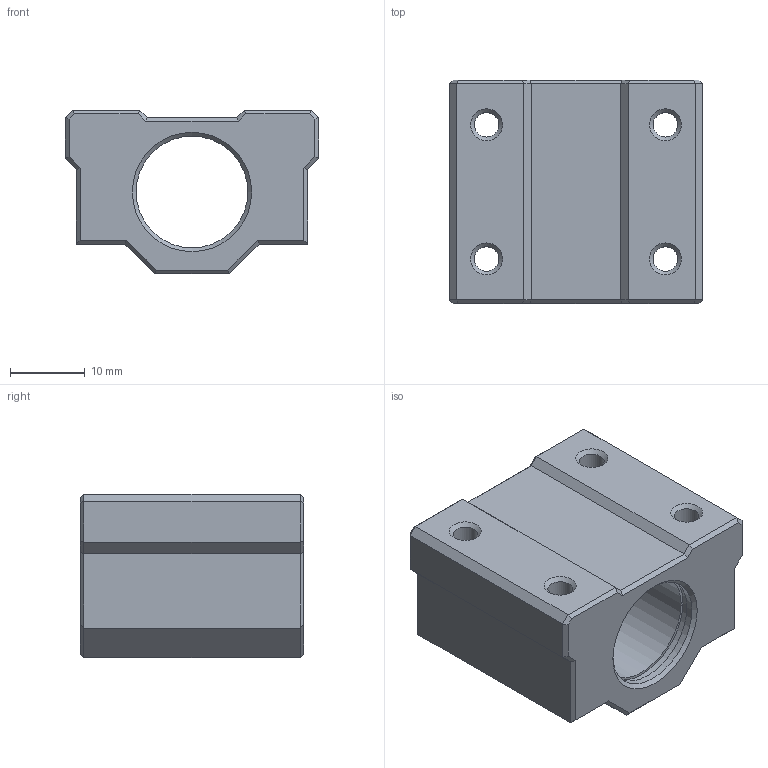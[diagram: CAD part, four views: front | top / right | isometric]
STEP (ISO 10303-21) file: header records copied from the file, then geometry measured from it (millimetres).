
FILE_DESCRIPTION(('FreeCAD Model'),'2;1');
FILE_NAME('SC8UU.step','2019-08-11T08:12:31',( 'Sisul Galog'),(''),'Open CASCADE STEP processor 7.3','FreeCAD', 'Unknown');
FILE_SCHEMA(('AUTOMOTIVE_DESIGN { 1 0 10303 214 1 1 1 1 }'));
Length unit declared in the file: millimetre
Products named in the file (1): SC8UU_001
Bounding box: 34 x 30 x 22 mm (x, y, z)
Volume: 12648.7 mm3; surface area: 6099.5 mm2
Topology: 1 solids, 1 shells, 79 faces, 173 edges, 100 vertices
Faces by surface type: plane 60, cone 10, cylinder 9
Full cylindrical faces by diameter (mm): 3.3 x4, 15 x3, 15.7 x2
Entity records: 4401 total; most frequent: CARTESIAN_POINT 747, DIRECTION 699, LINE 473, VECTOR 473, ORIENTED_EDGE 346, PCURVE 346, DEFINITIONAL_REPRESENTATION 346, EDGE_CURVE 173
